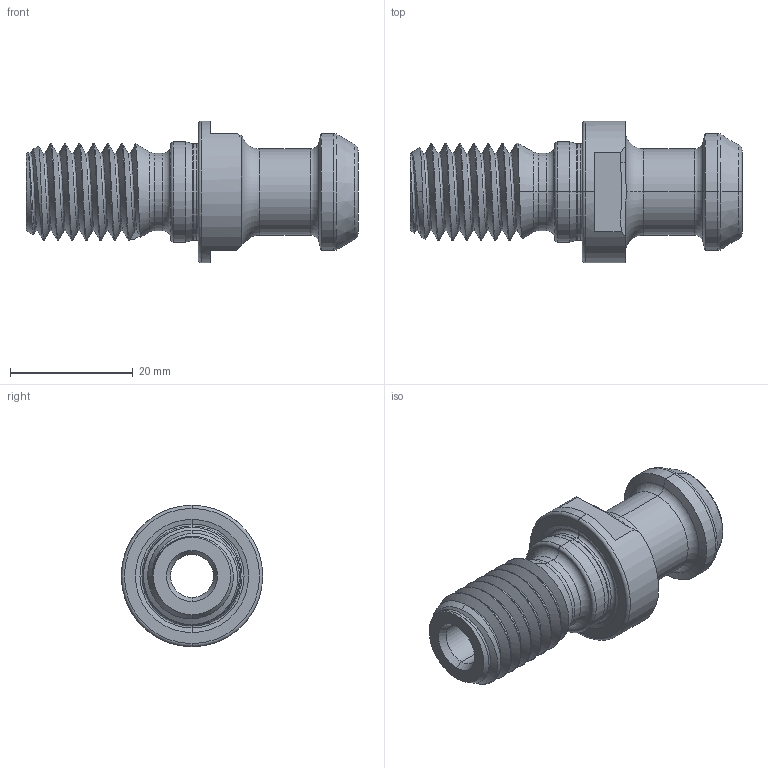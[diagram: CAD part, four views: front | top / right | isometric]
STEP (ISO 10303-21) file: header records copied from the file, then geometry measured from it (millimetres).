
FILE_DESCRIPTION (( 'STEP AP214' ), '1' );
FILE_NAME ('4008TRKC-MF.STEP', '2022-03-17T02:21:51', ( '' ), ( '' ), 'SwSTEP 2.0', 'SolidWorks 2021', '' );
FILE_SCHEMA (( 'AUTOMOTIVE_DESIGN' ));
Length unit declared in the file: millimetre
Products named in the file (1): 4008TRKC-MF
Bounding box: 54 x 23 x 23 mm (x, y, z)
Volume: 8709 mm3; surface area: 5215.8 mm2
Topology: 1 solids, 1 shells, 83 faces, 198 edges, 119 vertices
Faces by surface type: cylinder 28, torus 20, cone 17, plane 14, bspline 4
Entity records: 5834 total; most frequent: CARTESIAN_POINT 3065, ORIENTED_EDGE 396, DIRECTION 384, EDGE_CURVE 198, AXIS2_PLACEMENT_3D 164, VERTEX_POINT 119, EDGE_LOOP 87, UNCERTAINTY_MEASURE_WITH_UNIT 86
